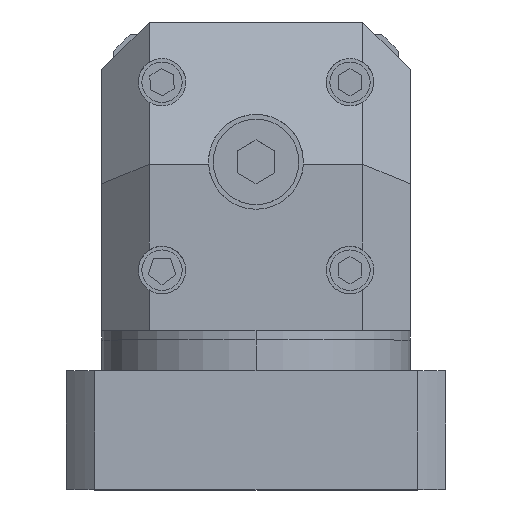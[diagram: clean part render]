
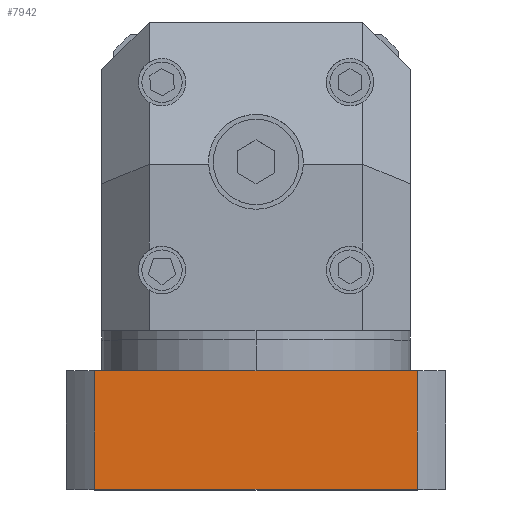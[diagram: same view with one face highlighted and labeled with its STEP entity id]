
A CAD part, top view. The second image highlights one B-rep face of the part: STEP entity #7942.
In plain terms, the highlighted planar face has unit normal (0, 0, 1).
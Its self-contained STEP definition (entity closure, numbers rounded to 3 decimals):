
#900 = LINE ( 'NONE', #1787, #2464 ) ;
#972 = DIRECTION ( 'NONE',  ( -1., 0., 0. ) ) ;
#1039 = CARTESIAN_POINT ( 'NONE',  ( -34.004, -66., 72.5 ) ) ;
#1083 = DIRECTION ( 'NONE',  ( 0., 1., 0. ) ) ;
#1641 = LINE ( 'NONE', #1804, #8489 ) ;
#1668 = EDGE_LOOP ( 'NONE', ( #5398, #5509, #6015, #2901 ) ) ;
#1740 = CARTESIAN_POINT ( 'NONE',  ( -34.004, -66., 72.5 ) ) ;
#1787 = CARTESIAN_POINT ( 'NONE',  ( 34.004, -66., 72.5 ) ) ;
#1804 = CARTESIAN_POINT ( 'NONE',  ( -34.004, -41., 72.5 ) ) ;
#2129 = VERTEX_POINT ( 'NONE', #3028 ) ;
#2411 = DIRECTION ( 'NONE',  ( -1., 0., 0. ) ) ;
#2464 = VECTOR ( 'NONE', #1083, 1000. ) ;
#2901 = ORIENTED_EDGE ( 'NONE', *, *, #7438, .T. ) ;
#3028 = CARTESIAN_POINT ( 'NONE',  ( 34.004, -41., 72.5 ) ) ;
#3168 = CARTESIAN_POINT ( 'NONE',  ( -34.004, -41., 72.5 ) ) ;
#3295 = CARTESIAN_POINT ( 'NONE',  ( -34.004, -66., 72.5 ) ) ;
#3716 = LINE ( 'NONE', #4310, #5475 ) ;
#3821 = EDGE_CURVE ( 'NONE', #4092, #5756, #4117, .T. ) ;
#4092 = VERTEX_POINT ( 'NONE', #5705 ) ;
#4117 = LINE ( 'NONE', #1039, #5875 ) ;
#4208 = VERTEX_POINT ( 'NONE', #3168 ) ;
#4310 = CARTESIAN_POINT ( 'NONE',  ( -34.004, -66., 72.5 ) ) ;
#5398 = ORIENTED_EDGE ( 'NONE', *, *, #6613, .T. ) ;
#5475 = VECTOR ( 'NONE', #8302, 1000. ) ;
#5509 = ORIENTED_EDGE ( 'NONE', *, *, #7366, .F. ) ;
#5705 = CARTESIAN_POINT ( 'NONE',  ( 34.004, -66., 72.5 ) ) ;
#5756 = VERTEX_POINT ( 'NONE', #3295 ) ;
#5875 = VECTOR ( 'NONE', #972, 1000. ) ;
#6015 = ORIENTED_EDGE ( 'NONE', *, *, #3821, .F. ) ;
#6046 = FACE_OUTER_BOUND ( 'NONE', #1668, .T. ) ;
#6364 = DIRECTION ( 'NONE',  ( 0., 0., -1. ) ) ;
#6613 = EDGE_CURVE ( 'NONE', #2129, #4208, #1641, .T. ) ;
#7024 = PLANE ( 'NONE',  #7549 ) ;
#7366 = EDGE_CURVE ( 'NONE', #5756, #4208, #3716, .T. ) ;
#7438 = EDGE_CURVE ( 'NONE', #4092, #2129, #900, .T. ) ;
#7549 = AXIS2_PLACEMENT_3D ( 'NONE', #1740, #6364, #2411 ) ;
#7942 = ADVANCED_FACE ( 'NONE', ( #6046 ), #7024, .F. ) ;
#8302 = DIRECTION ( 'NONE',  ( 0., 1., 0. ) ) ;
#8489 = VECTOR ( 'NONE', #8499, 1000. ) ;
#8499 = DIRECTION ( 'NONE',  ( -1., 0., 0. ) ) ;
